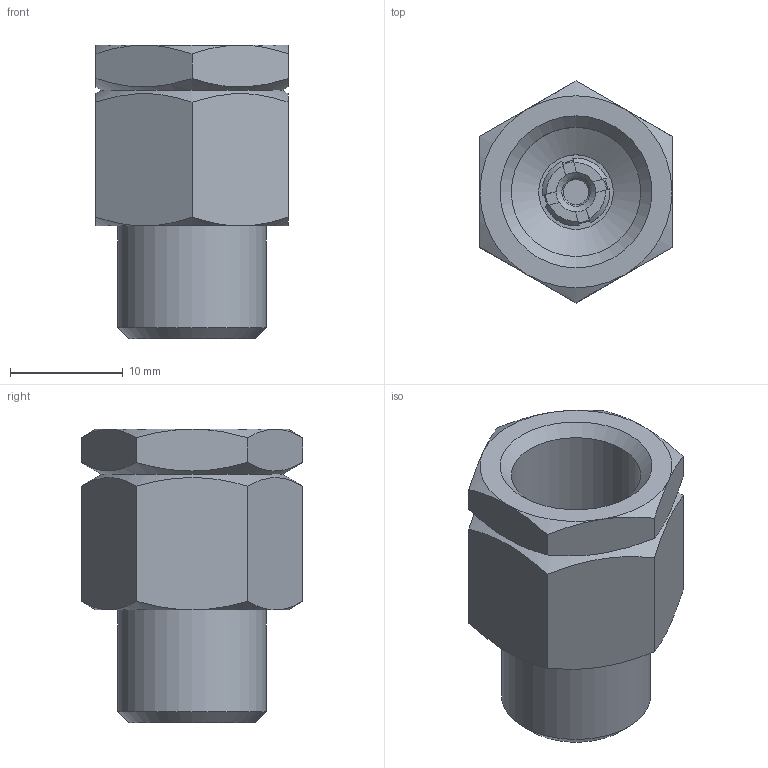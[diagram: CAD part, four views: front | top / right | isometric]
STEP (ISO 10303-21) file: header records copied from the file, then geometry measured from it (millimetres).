
FILE_DESCRIPTION((''),'2;1');
FILE_NAME('Ölrückhalteventil_A260011810.stp','2010-04-01T08:30:37',('002164'),(''),'Autodesk Inventor 2010','Autodesk Inventor 2010','');
FILE_SCHEMA(('AUTOMOTIVE_DESIGN { 1 0 10303 214 1 1 1 1 }'));
Length unit declared in the file: millimetre
Products named in the file (9): anodzda0_zusammenbau; anodlfa0; Zusammenbau2_Flachventil_Drehventilkörper; Gehäuse_Flachventil_Schnappversion; Deckel; O-Ring 6x075 verbaut; skvkoab0; Druckfeder_eingebaut; O-Ring 2.2x1 verbaut
Assembly tree (8 placements, depth 3):
  anodzda0_zusammenbau
    anodlfa0
    Zusammenbau2_Flachventil_Drehventilkörper
      Gehäuse_Flachventil_Schnappversion
      Deckel
      O-Ring 6x075 verbaut
      skvkoab0
      Druckfeder_eingebaut
      O-Ring 2.2x1 verbaut
Bounding box: 17 x 19.63 x 26 mm (x, y, z)
Volume: 3785.3 mm3; surface area: 3352.7 mm2
Topology: 7 solids, 7 shells, 133 faces, 300 edges, 184 vertices
Faces by surface type: plane 53, cylinder 34, cone 33, bspline 8, torus 5
Full cylindrical faces by diameter (mm): 2.2 x1, 2.5 x1, 3 x1, 3.1 x1, 3.3 x1, 4 x1, 4.9 x1, 5.6 x1, 6 x1, 6.25 x1, 6.35 x1, 6.5 x1, 6.6 x1, 8.1 x2, 13.157 x1
Entity records: 4790 total; most frequent: CARTESIAN_POINT 1840, DIRECTION 598, ORIENTED_EDGE 510, AXIS2_PLACEMENT_3D 259, EDGE_CURVE 255, EDGE_LOOP 180, VERTEX_POINT 175, FACE_OUTER_BOUND 133
